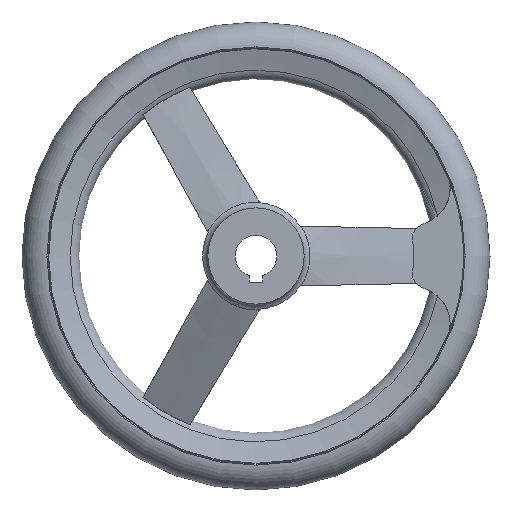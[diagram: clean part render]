
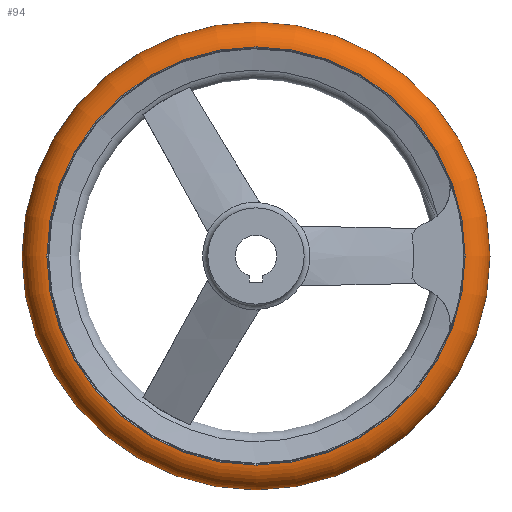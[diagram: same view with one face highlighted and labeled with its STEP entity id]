
A CAD part, front view. The second image highlights one B-rep face of the part: STEP entity #94.
In plain terms, the highlighted toroidal (fillet/blend) face has major radius 80 mm and minor radius 10 mm.
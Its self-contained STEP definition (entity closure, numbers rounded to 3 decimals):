
#94 = ADVANCED_FACE( '', ( #222, #223, #224 ), #225, .T. );
#222 = FACE_BOUND( '', #429, .T. );
#223 = FACE_OUTER_BOUND( '', #430, .T. );
#224 = FACE_OUTER_BOUND( '', #431, .T. );
#225 = TOROIDAL_SURFACE( '', #432, 80., 10. );
#429 = VERTEX_LOOP( '', #648 );
#430 = EDGE_LOOP( '', ( #649 ) );
#431 = EDGE_LOOP( '', ( #650 ) );
#432 = AXIS2_PLACEMENT_3D( '', #651, #652, #653 );
#648 = VERTEX_POINT( '', #1040 );
#649 = ORIENTED_EDGE( '', *, *, #1041, .T. );
#650 = ORIENTED_EDGE( '', *, *, #1042, .F. );
#651 = CARTESIAN_POINT( '', ( 0., 32.5, 0. ) );
#652 = DIRECTION( '', ( 0., -1., 0. ) );
#653 = DIRECTION( '', ( 0., 0., -1. ) );
#1040 = CARTESIAN_POINT( '', ( 0., 32.5, -90. ) );
#1041 = EDGE_CURVE( '', #1248, #1248, #1249, .T. );
#1042 = EDGE_CURVE( '', #1250, #1250, #1251, .T. );
#1248 = VERTEX_POINT( '', #1629 );
#1249 = CIRCLE( '', #1630, 80.417 );
#1250 = VERTEX_POINT( '', #1631 );
#1251 = CIRCLE( '', #1632, 80.417 );
#1629 = CARTESIAN_POINT( '', ( 0., 42.491, -80.417 ) );
#1630 = AXIS2_PLACEMENT_3D( '', #2176, #2177, #2178 );
#1631 = CARTESIAN_POINT( '', ( 0., 22.509, -80.417 ) );
#1632 = AXIS2_PLACEMENT_3D( '', #2179, #2180, #2181 );
#2176 = CARTESIAN_POINT( '', ( 0., 42.491, 0. ) );
#2177 = DIRECTION( '', ( 0., -1., 0. ) );
#2178 = DIRECTION( '', ( 0., 0., -1. ) );
#2179 = CARTESIAN_POINT( '', ( 0., 22.509, 0. ) );
#2180 = DIRECTION( '', ( 0., -1., 0. ) );
#2181 = DIRECTION( '', ( 0., 0., -1. ) );
